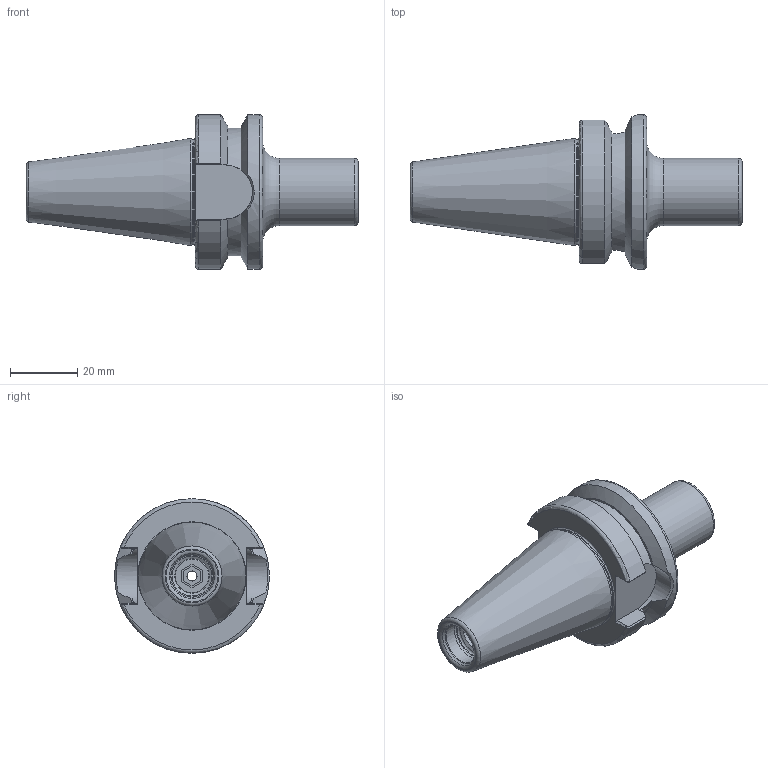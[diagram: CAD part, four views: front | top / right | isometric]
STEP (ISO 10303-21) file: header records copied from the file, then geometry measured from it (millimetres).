
FILE_DESCRIPTION(/* description */ (''),/* implementation_level */ '2;1');
FILE_NAME(/* name */ 'BT30-MX08-050.stp',/* time_stamp */ '2019-06-10T14:05:41-05:00',/* author */ ('ldfli'),/* organization */ (''),/* preprocessor_version */ 'ST-DEVELOPER v18',/* originating_system */ 'Autodesk Inventor LT',/* authorisation */ '');
FILE_SCHEMA (('AUTOMOTIVE_DESIGN { 1 0 10303 214 3 1 1 }'));
Length unit declared in the file: millimetre
Products named in the file (1): BT30-MX08-050
Bounding box: 98.8 x 46 x 46 mm (x, y, z)
Volume: 52973.6 mm3; surface area: 17001.9 mm2
Topology: 3 solids, 3 shells, 110 faces, 328 edges, 232 vertices
Faces by surface type: plane 44, cylinder 22, torus 20, cone 14, bspline 10
Full cylindrical faces by diameter (mm): 3 x1, 8 x1, 8.5 x1, 10 x1, 10.2 x1, 10.3 x1, 12 x2, 12.5 x1, 13 x3, 13.1 x1, 20 x1, 31.496 x1, 46 x1
Entity records: 4349 total; most frequent: CARTESIAN_POINT 1254, ORIENTED_EDGE 656, DIRECTION 656, EDGE_CURVE 328, AXIS2_PLACEMENT_3D 272, VERTEX_POINT 232, CIRCLE 171, EDGE_LOOP 124
